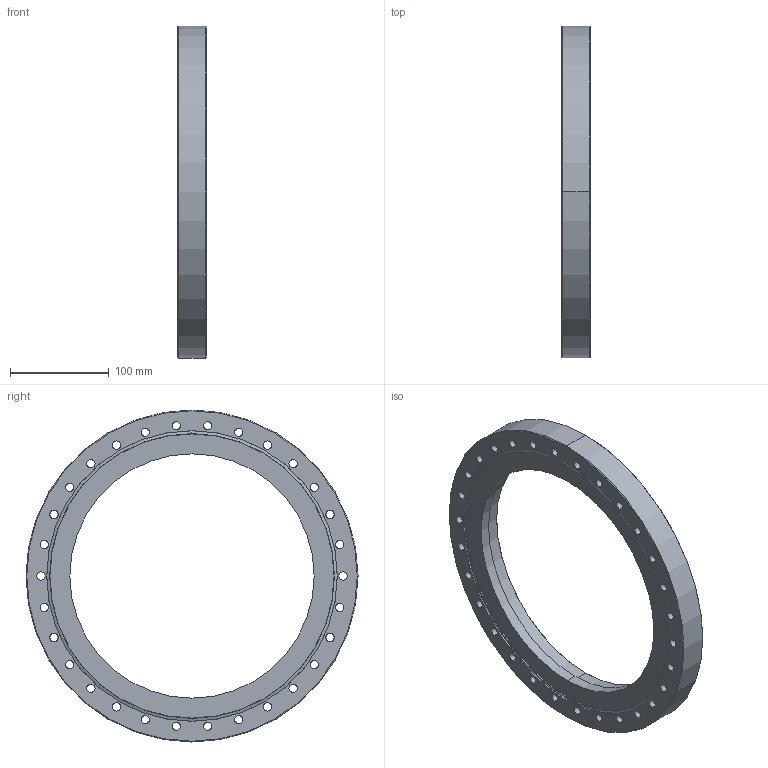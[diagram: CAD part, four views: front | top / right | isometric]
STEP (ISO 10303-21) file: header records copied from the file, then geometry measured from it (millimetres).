
FILE_DESCRIPTION (( 'STEP AP203' ), '1' );
FILE_NAME ('130035_C.STEP', '2024-03-29T08:24:23', ( '' ), ( '' ), 'SwSTEP 2.0', 'SolidWorks 2022', '' );
FILE_SCHEMA (( 'CONFIG_CONTROL_DESIGN' ));
Length unit declared in the file: inch
Products named in the file (1): 130035_C
Bounding box: 28.45 x 336.55 x 336.55 mm (x, y, z)
Volume: 1031032.7 mm3; surface area: 153279.7 mm2
Topology: 1 solids, 1 shells, 90 faces, 240 edges, 154 vertices
Faces by surface type: cylinder 70, torus 8, cone 8, plane 4
Entity records: 3085 total; most frequent: DIRECTION 584, CARTESIAN_POINT 485, ORIENTED_EDGE 480, AXIS2_PLACEMENT_3D 253, EDGE_CURVE 240, CIRCLE 162, EDGE_LOOP 154, VERTEX_POINT 154
